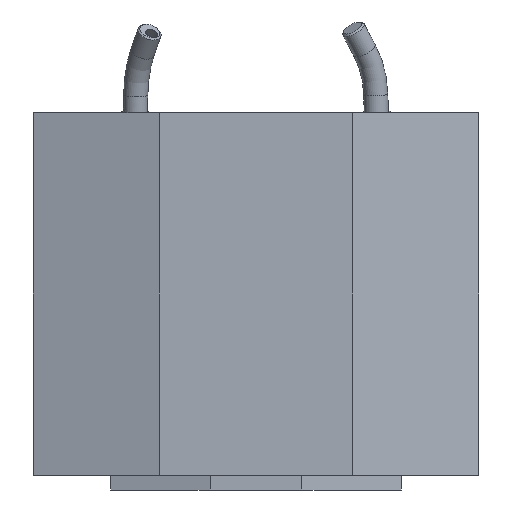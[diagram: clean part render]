
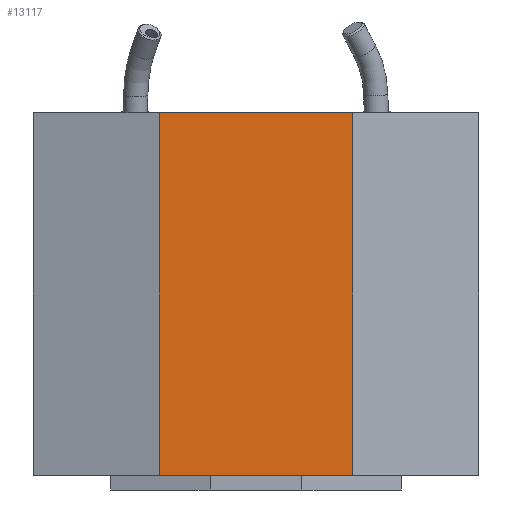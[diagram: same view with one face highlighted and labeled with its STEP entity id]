
A CAD part, front view. The second image highlights one B-rep face of the part: STEP entity #13117.
In plain terms, the highlighted planar face has unit normal (0, -1, 0).
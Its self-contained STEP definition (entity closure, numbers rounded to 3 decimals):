
#68 = EDGE_CURVE ( 'NONE', #16797, #9905, #2855, .T. ) ;
#504 = LINE ( 'NONE', #3818, #17934 ) ;
#967 = DIRECTION ( 'NONE',  ( 1., 0., 0. ) ) ;
#1032 = VECTOR ( 'NONE', #7990, 1000. ) ;
#1118 = EDGE_LOOP ( 'NONE', ( #14312, #17037, #15887, #11453, #4330, #15937 ) ) ;
#1227 = VERTEX_POINT ( 'NONE', #7808 ) ;
#1292 = CARTESIAN_POINT ( 'NONE',  ( -20., -120., -75. ) ) ;
#1894 = VECTOR ( 'NONE', #4679, 1000. ) ;
#2782 = DIRECTION ( 'NONE',  ( 0., -1., 0. ) ) ;
#2855 = LINE ( 'NONE', #19163, #1894 ) ;
#3818 = CARTESIAN_POINT ( 'NONE',  ( -9.5, -120., -75. ) ) ;
#4330 = ORIENTED_EDGE ( 'NONE', *, *, #7769, .T. ) ;
#4371 = EDGE_CURVE ( 'NONE', #9905, #11079, #504, .T. ) ;
#4457 = CARTESIAN_POINT ( 'NONE',  ( -20., -120., 0. ) ) ;
#4679 = DIRECTION ( 'NONE',  ( 1., 0., 0. ) ) ;
#5992 = FACE_OUTER_BOUND ( 'NONE', #1118, .T. ) ;
#7769 = EDGE_CURVE ( 'NONE', #11079, #15408, #15567, .T. ) ;
#7782 = PLANE ( 'NONE',  #11494 ) ;
#7808 = CARTESIAN_POINT ( 'NONE',  ( 20., -120., 0. ) ) ;
#7990 = DIRECTION ( 'NONE',  ( 0., 0., 1. ) ) ;
#8133 = LINE ( 'NONE', #14634, #20368 ) ;
#8456 = VECTOR ( 'NONE', #10340, 1000. ) ;
#9157 = CARTESIAN_POINT ( 'NONE',  ( -20., -120., -75. ) ) ;
#9802 = LINE ( 'NONE', #16325, #1032 ) ;
#9905 = VERTEX_POINT ( 'NONE', #15525 ) ;
#10340 = DIRECTION ( 'NONE',  ( 0., 0., 1. ) ) ;
#11079 = VERTEX_POINT ( 'NONE', #15204 ) ;
#11453 = ORIENTED_EDGE ( 'NONE', *, *, #4371, .T. ) ;
#11494 = AXIS2_PLACEMENT_3D ( 'NONE', #1292, #2782, #17533 ) ;
#11803 = VERTEX_POINT ( 'NONE', #4457 ) ;
#12122 = CARTESIAN_POINT ( 'NONE',  ( 20., -120., -75. ) ) ;
#12983 = CARTESIAN_POINT ( 'NONE',  ( -20., -120., -75. ) ) ;
#13117 = ADVANCED_FACE ( 'Defeature completata1_12', ( #5992 ), #7782, .T. ) ;
#13604 = DIRECTION ( 'NONE',  ( 1., 0., 0. ) ) ;
#14312 = ORIENTED_EDGE ( 'NONE', *, *, #18725, .F. ) ;
#14634 = CARTESIAN_POINT ( 'NONE',  ( -20., -120., 0. ) ) ;
#15204 = CARTESIAN_POINT ( 'NONE',  ( 9.5, -120., -75. ) ) ;
#15209 = EDGE_CURVE ( 'NONE', #16797, #11803, #9802, .T. ) ;
#15408 = VERTEX_POINT ( 'NONE', #18628 ) ;
#15525 = CARTESIAN_POINT ( 'NONE',  ( -9.5, -120., -75. ) ) ;
#15567 = LINE ( 'NONE', #9157, #19233 ) ;
#15887 = ORIENTED_EDGE ( 'NONE', *, *, #68, .T. ) ;
#15937 = ORIENTED_EDGE ( 'NONE', *, *, #20391, .T. ) ;
#16325 = CARTESIAN_POINT ( 'NONE',  ( -20., -120., -75. ) ) ;
#16797 = VERTEX_POINT ( 'NONE', #12983 ) ;
#16965 = LINE ( 'NONE', #12122, #8456 ) ;
#17037 = ORIENTED_EDGE ( 'NONE', *, *, #15209, .F. ) ;
#17533 = DIRECTION ( 'NONE',  ( 0., 0., -1. ) ) ;
#17934 = VECTOR ( 'NONE', #13604, 1000. ) ;
#18628 = CARTESIAN_POINT ( 'NONE',  ( 20., -120., -75. ) ) ;
#18725 = EDGE_CURVE ( 'NONE', #11803, #1227, #8133, .T. ) ;
#19163 = CARTESIAN_POINT ( 'NONE',  ( -20., -120., -75. ) ) ;
#19228 = DIRECTION ( 'NONE',  ( 1., 0., 0. ) ) ;
#19233 = VECTOR ( 'NONE', #967, 1000. ) ;
#20368 = VECTOR ( 'NONE', #19228, 1000. ) ;
#20391 = EDGE_CURVE ( 'NONE', #15408, #1227, #16965, .T. ) ;
